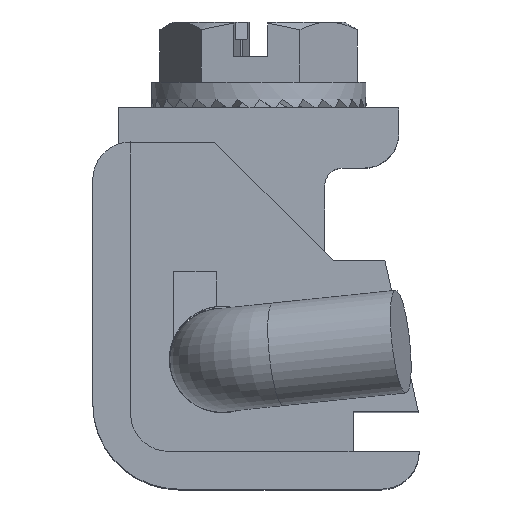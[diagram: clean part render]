
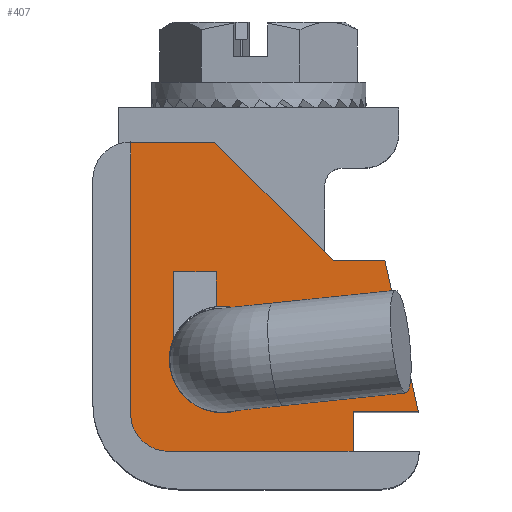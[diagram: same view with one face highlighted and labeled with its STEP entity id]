
A CAD part, top view. The second image highlights one B-rep face of the part: STEP entity #407.
In plain terms, the highlighted planar face has unit normal (0, 0, 1).
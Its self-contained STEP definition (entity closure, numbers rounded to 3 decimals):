
#407 = ADVANCED_FACE( '', ( #842, #843 ), #844, .F. );
#842 = FACE_OUTER_BOUND( '', #1441, .T. );
#843 = FACE_BOUND( '', #1442, .T. );
#844 = PLANE( '', #1443 );
#1441 = EDGE_LOOP( '', ( #3083, #3084, #3085, #3086, #3087, #3088, #3089, #3090, #3091, #3092 ) );
#1442 = EDGE_LOOP( '', ( #3093, #3094, #3095, #3096 ) );
#1443 = AXIS2_PLACEMENT_3D( '', #3097, #3098, #3099 );
#3083 = ORIENTED_EDGE( '', *, *, #3915, .F. );
#3084 = ORIENTED_EDGE( '', *, *, #3916, .F. );
#3085 = ORIENTED_EDGE( '', *, *, #3917, .T. );
#3086 = ORIENTED_EDGE( '', *, *, #3918, .T. );
#3087 = ORIENTED_EDGE( '', *, *, #3919, .F. );
#3088 = ORIENTED_EDGE( '', *, *, #3920, .F. );
#3089 = ORIENTED_EDGE( '', *, *, #3921, .F. );
#3090 = ORIENTED_EDGE( '', *, *, #3922, .F. );
#3091 = ORIENTED_EDGE( '', *, *, #3923, .F. );
#3092 = ORIENTED_EDGE( '', *, *, #3924, .F. );
#3093 = ORIENTED_EDGE( '', *, *, #3925, .F. );
#3094 = ORIENTED_EDGE( '', *, *, #3926, .F. );
#3095 = ORIENTED_EDGE( '', *, *, #3927, .T. );
#3096 = ORIENTED_EDGE( '', *, *, #3928, .T. );
#3097 = CARTESIAN_POINT( '', ( 4.4, -15.8, -5. ) );
#3098 = DIRECTION( '', ( 0., 0., -1. ) );
#3099 = DIRECTION( '', ( 0., 1., 0. ) );
#3915 = EDGE_CURVE( '', #4871, #4872, #4873, .T. );
#3916 = EDGE_CURVE( '', #4874, #4871, #4875, .T. );
#3917 = EDGE_CURVE( '', #4874, #4876, #4877, .T. );
#3918 = EDGE_CURVE( '', #4876, #4878, #4879, .T. );
#3919 = EDGE_CURVE( '', #4880, #4878, #4881, .T. );
#3920 = EDGE_CURVE( '', #4882, #4880, #4883, .T. );
#3921 = EDGE_CURVE( '', #4884, #4882, #4885, .T. );
#3922 = EDGE_CURVE( '', #4886, #4884, #4887, .T. );
#3923 = EDGE_CURVE( '', #4888, #4886, #4889, .T. );
#3924 = EDGE_CURVE( '', #4872, #4888, #4890, .T. );
#3925 = EDGE_CURVE( '', #4891, #4892, #4893, .T. );
#3926 = EDGE_CURVE( '', #4894, #4891, #4895, .T. );
#3927 = EDGE_CURVE( '', #4894, #4896, #4897, .T. );
#3928 = EDGE_CURVE( '', #4896, #4892, #4898, .T. );
#4871 = VERTEX_POINT( '', #6440 );
#4872 = VERTEX_POINT( '', #6441 );
#4873 = LINE( '', #6442, #6443 );
#4874 = VERTEX_POINT( '', #6444 );
#4875 = LINE( '', #6445, #6446 );
#4876 = VERTEX_POINT( '', #6447 );
#4877 = LINE( '', #6448, #6449 );
#4878 = VERTEX_POINT( '', #6450 );
#4879 = LINE( '', #6451, #6452 );
#4880 = VERTEX_POINT( '', #6453 );
#4881 = LINE( '', #6454, #6455 );
#4882 = VERTEX_POINT( '', #6456 );
#4883 = LINE( '', #6457, #6458 );
#4884 = VERTEX_POINT( '', #6459 );
#4885 = LINE( '', #6460, #6461 );
#4886 = VERTEX_POINT( '', #6462 );
#4887 = LINE( '', #6463, #6464 );
#4888 = VERTEX_POINT( '', #6465 );
#4889 = CIRCLE( '', #6466, 2.2 );
#4890 = LINE( '', #6467, #6468 );
#4891 = VERTEX_POINT( '', #6469 );
#4892 = VERTEX_POINT( '', #6470 );
#4893 = LINE( '', #6471, #6472 );
#4894 = VERTEX_POINT( '', #6473 );
#4895 = LINE( '', #6474, #6475 );
#4896 = VERTEX_POINT( '', #6476 );
#4897 = CIRCLE( '', #6477, 3.1 );
#4898 = LINE( '', #6478, #6479 );
#6440 = CARTESIAN_POINT( '', ( 15.15, -15.7, -5. ) );
#6441 = CARTESIAN_POINT( '', ( 15.15, -18., -5. ) );
#6442 = CARTESIAN_POINT( '', ( 15.15, -15.6, -5. ) );
#6443 = VECTOR( '', #7403, 1000. );
#6444 = CARTESIAN_POINT( '', ( 18.934, -15.7, -5. ) );
#6445 = CARTESIAN_POINT( '', ( 18.934, -15.7, -5. ) );
#6446 = VECTOR( '', #7404, 1000. );
#6447 = CARTESIAN_POINT( '', ( 18.934, -15.6, -5. ) );
#6448 = CARTESIAN_POINT( '', ( 18.934, -15.8, -5. ) );
#6449 = VECTOR( '', #7405, 1000. );
#6450 = CARTESIAN_POINT( '', ( 17., -6.9, -5. ) );
#6451 = CARTESIAN_POINT( '', ( 18.934, -15.6, -5. ) );
#6452 = VECTOR( '', #7406, 1000. );
#6453 = CARTESIAN_POINT( '', ( 14., -6.9, -5. ) );
#6454 = CARTESIAN_POINT( '', ( 14., -6.9, -5. ) );
#6455 = VECTOR( '', #7407, 1000. );
#6456 = CARTESIAN_POINT( '', ( 7.1, 0., -5. ) );
#6457 = CARTESIAN_POINT( '', ( 7.1, 0., -5. ) );
#6458 = VECTOR( '', #7408, 1000. );
#6459 = CARTESIAN_POINT( '', ( 2.2, 0., -5. ) );
#6460 = CARTESIAN_POINT( '', ( 2.2, 0., -5. ) );
#6461 = VECTOR( '', #7409, 1000. );
#6462 = CARTESIAN_POINT( '', ( 2.2, -15.8, -5. ) );
#6463 = CARTESIAN_POINT( '', ( 2.2, -15.8, -5. ) );
#6464 = VECTOR( '', #7410, 1000. );
#6465 = CARTESIAN_POINT( '', ( 4.4, -18., -5. ) );
#6466 = AXIS2_PLACEMENT_3D( '', #7411, #7412, #7413 );
#6467 = CARTESIAN_POINT( '', ( 15.15, -18., -5. ) );
#6468 = VECTOR( '', #7414, 1000. );
#6469 = CARTESIAN_POINT( '', ( 7.2, -7.546, -5. ) );
#6470 = CARTESIAN_POINT( '', ( 4.7, -7.546, -5. ) );
#6471 = CARTESIAN_POINT( '', ( 7.2, -7.546, -5. ) );
#6472 = VECTOR( '', #7415, 1000. );
#6473 = CARTESIAN_POINT( '', ( 7.2, -9.57, -5. ) );
#6474 = CARTESIAN_POINT( '', ( 7.2, -13., -5. ) );
#6475 = VECTOR( '', #7416, 1000. );
#6476 = CARTESIAN_POINT( '', ( 4.7, -11.43, -5. ) );
#6477 = AXIS2_PLACEMENT_3D( '', #7417, #7418, #7419 );
#6478 = CARTESIAN_POINT( '', ( 4.7, -13., -5. ) );
#6479 = VECTOR( '', #7420, 1000. );
#7403 = DIRECTION( '', ( 0., -1., 0. ) );
#7404 = DIRECTION( '', ( -1., 0., 0. ) );
#7405 = DIRECTION( '', ( 0., 1., 0. ) );
#7406 = DIRECTION( '', ( -0.217, 0.976, 0. ) );
#7407 = DIRECTION( '', ( 1., 0., 0. ) );
#7408 = DIRECTION( '', ( 0.707, -0.707, 0. ) );
#7409 = DIRECTION( '', ( 1., 0., 0. ) );
#7410 = DIRECTION( '', ( 0., 1., 0. ) );
#7411 = CARTESIAN_POINT( '', ( 4.4, -15.8, -5. ) );
#7412 = DIRECTION( '', ( 0., 0., -1. ) );
#7413 = DIRECTION( '', ( 0., -1., 0. ) );
#7414 = DIRECTION( '', ( -1., 0., 0. ) );
#7415 = DIRECTION( '', ( -1., 0., 0. ) );
#7416 = DIRECTION( '', ( 0., 1., 0. ) );
#7417 = CARTESIAN_POINT( '', ( 7.55, -12.65, -5. ) );
#7418 = DIRECTION( '', ( 0., 0., -1. ) );
#7419 = DIRECTION( '', ( -1., 0., 0. ) );
#7420 = DIRECTION( '', ( 0., 1., 0. ) );
